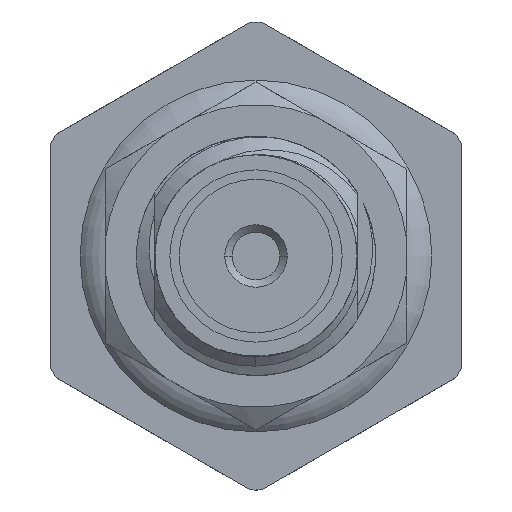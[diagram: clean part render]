
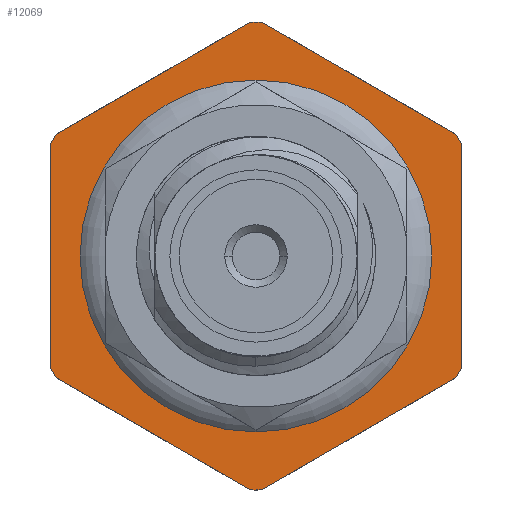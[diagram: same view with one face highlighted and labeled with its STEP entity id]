
A CAD part, left-side view. The second image highlights one B-rep face of the part: STEP entity #12069.
In plain terms, the highlighted planar face has unit normal (-1, 0, 0).
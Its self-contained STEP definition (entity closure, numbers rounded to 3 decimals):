
#2452=CARTESIAN_POINT('',(2.15,0.,0.));
#2453=DIRECTION('',(-1.,0.,0.));
#2454=DIRECTION('',(0.,-0.024,1.));
#2455=AXIS2_PLACEMENT_3D('',#2452,#2453,#2454);
#2474=CARTESIAN_POINT('',(2.15,0.,0.));
#2475=DIRECTION('',(-1.,0.,0.));
#2476=DIRECTION('',(0.,0.024,-1.));
#2477=AXIS2_PLACEMENT_3D('',#2474,#2475,#2476);
#2492=DIRECTION('',(0.,0.866,-0.5));
#2493=VECTOR('',#2492,5.988);
#2494=CARTESIAN_POINT('',(2.15,0.15,6.248));
#2495=LINE('',#2494,#2493);
#2496=DIRECTION('',(0.,0.866,0.5));
#2497=VECTOR('',#2496,5.988);
#2498=CARTESIAN_POINT('',(2.15,-5.336,3.254));
#2499=LINE('',#2498,#2497);
#2500=CARTESIAN_POINT('',(2.15,0.,0.));
#2501=DIRECTION('',(-1.,0.,0.));
#2502=DIRECTION('',(0.,-0.878,0.479));
#2503=AXIS2_PLACEMENT_3D('',#2500,#2501,#2502);
#2505=DIRECTION('',(0.,0.,1.));
#2506=VECTOR('',#2505,5.988);
#2507=CARTESIAN_POINT('',(2.15,-5.486,-2.994));
#2508=LINE('',#2507,#2506);
#2509=CARTESIAN_POINT('',(2.15,0.,0.));
#2510=DIRECTION('',(-1.,0.,0.));
#2511=DIRECTION('',(0.,-0.854,-0.521));
#2512=AXIS2_PLACEMENT_3D('',#2509,#2510,#2511);
#2514=DIRECTION('',(0.,-0.866,0.5));
#2515=VECTOR('',#2514,5.988);
#2516=CARTESIAN_POINT('',(2.15,-0.15,-6.248));
#2517=LINE('',#2516,#2515);
#2518=DIRECTION('',(0.,-0.866,-0.5));
#2519=VECTOR('',#2518,5.988);
#2520=CARTESIAN_POINT('',(2.15,5.336,-3.254));
#2521=LINE('',#2520,#2519);
#2522=CARTESIAN_POINT('',(2.15,0.,0.));
#2523=DIRECTION('',(1.,0.,0.));
#2524=DIRECTION('',(0.,0.854,-0.521));
#2525=AXIS2_PLACEMENT_3D('',#2522,#2523,#2524);
#2527=DIRECTION('',(0.,0.,-1.));
#2528=VECTOR('',#2527,5.988);
#2529=CARTESIAN_POINT('',(2.15,5.486,2.994));
#2530=LINE('',#2529,#2528);
#2531=CARTESIAN_POINT('',(2.15,0.,0.));
#2532=DIRECTION('',(1.,0.,0.));
#2533=DIRECTION('',(0.,0.878,0.479));
#2534=AXIS2_PLACEMENT_3D('',#2531,#2532,#2533);
#2536=CARTESIAN_POINT('',(2.15,0.,0.));
#2537=DIRECTION('',(-1.,0.,0.));
#2538=DIRECTION('',(0.,0.,-1.));
#2539=AXIS2_PLACEMENT_3D('',#2536,#2537,#2538);
#2541=CARTESIAN_POINT('',(2.15,0.,0.));
#2542=DIRECTION('',(-1.,0.,0.));
#2543=DIRECTION('',(0.,0.,1.));
#2544=AXIS2_PLACEMENT_3D('',#2541,#2542,#2543);
#8070=CARTESIAN_POINT('',(2.15,5.336,3.254));
#8071=VERTEX_POINT('',#8070);
#8072=CARTESIAN_POINT('',(2.15,0.15,6.248));
#8074=VERTEX_POINT('',#8072);
#8076=CARTESIAN_POINT('',(2.15,5.486,-2.994));
#8077=VERTEX_POINT('',#8076);
#8078=CARTESIAN_POINT('',(2.15,5.486,2.994));
#8080=VERTEX_POINT('',#8078);
#8082=CARTESIAN_POINT('',(2.15,0.15,-6.248));
#8083=VERTEX_POINT('',#8082);
#8084=CARTESIAN_POINT('',(2.15,5.336,-3.254));
#8086=VERTEX_POINT('',#8084);
#8094=CARTESIAN_POINT('',(2.15,-5.336,-3.254));
#8095=VERTEX_POINT('',#8094);
#8096=CARTESIAN_POINT('',(2.15,-0.15,-6.248));
#8098=VERTEX_POINT('',#8096);
#8100=CARTESIAN_POINT('',(2.15,-5.486,2.994));
#8101=VERTEX_POINT('',#8100);
#8102=CARTESIAN_POINT('',(2.15,-5.486,-2.994));
#8104=VERTEX_POINT('',#8102);
#8106=CARTESIAN_POINT('',(2.15,-0.15,6.248));
#8107=VERTEX_POINT('',#8106);
#8108=CARTESIAN_POINT('',(2.15,-5.336,3.254));
#8110=VERTEX_POINT('',#8108);
#9150=CARTESIAN_POINT('',(2.15,0.,-4.7));
#9151=CARTESIAN_POINT('',(2.15,0.,4.7));
#9152=VERTEX_POINT('',#9150);
#9153=VERTEX_POINT('',#9151);
#12040=CARTESIAN_POINT('',(2.15,0.,0.));
#12041=DIRECTION('',(1.,0.,0.));
#12042=DIRECTION('',(0.,0.,1.));
#12043=AXIS2_PLACEMENT_3D('',#12040,#12041,#12042);
#12044=PLANE('',#12043);
#12045=ORIENTED_EDGE('',*,*,#11842,.F.);
#12046=ORIENTED_EDGE('',*,*,#12004,.F.);
#12048=ORIENTED_EDGE('',*,*,#12047,.F.);
#12049=ORIENTED_EDGE('',*,*,#11960,.F.);
#12050=ORIENTED_EDGE('',*,*,#11947,.F.);
#12051=ORIENTED_EDGE('',*,*,#11975,.F.);
#12053=ORIENTED_EDGE('',*,*,#12052,.F.);
#12054=ORIENTED_EDGE('',*,*,#12030,.F.);
#12056=ORIENTED_EDGE('',*,*,#12055,.F.);
#12057=ORIENTED_EDGE('',*,*,#12017,.T.);
#12059=ORIENTED_EDGE('',*,*,#12058,.F.);
#12060=ORIENTED_EDGE('',*,*,#11988,.T.);
#12061=EDGE_LOOP('',(#12045,#12046,#12048,#12049,#12050,#12051,#12053,#12054,
#12056,#12057,#12059,#12060));
#12062=FACE_OUTER_BOUND('',#12061,.F.);
#12064=ORIENTED_EDGE('',*,*,#12063,.T.);
#12066=ORIENTED_EDGE('',*,*,#12065,.T.);
#12067=EDGE_LOOP('',(#12064,#12066));
#12068=FACE_BOUND('',#12067,.F.);
#2456=CIRCLE('',#2455,6.25);
#2478=CIRCLE('',#2477,6.25);
#2504=CIRCLE('',#2503,6.25);
#2513=CIRCLE('',#2512,6.25);
#2526=CIRCLE('',#2525,6.25);
#2535=CIRCLE('',#2534,6.25);
#2540=CIRCLE('',#2539,4.7);
#2545=CIRCLE('',#2544,4.7);
#11842=EDGE_CURVE('',#8074,#8071,#2495,.T.);
#11947=EDGE_CURVE('',#8104,#8101,#2508,.T.);
#11960=EDGE_CURVE('',#8101,#8110,#2504,.T.);
#11975=EDGE_CURVE('',#8095,#8104,#2513,.T.);
#11988=EDGE_CURVE('',#8080,#8071,#2535,.T.);
#12004=EDGE_CURVE('',#8107,#8074,#2456,.T.);
#12017=EDGE_CURVE('',#8086,#8077,#2526,.T.);
#12030=EDGE_CURVE('',#8083,#8098,#2478,.T.);
#12047=EDGE_CURVE('',#8110,#8107,#2499,.T.);
#12052=EDGE_CURVE('',#8098,#8095,#2517,.T.);
#12055=EDGE_CURVE('',#8086,#8083,#2521,.T.);
#12058=EDGE_CURVE('',#8080,#8077,#2530,.T.);
#12063=EDGE_CURVE('',#9152,#9153,#2540,.T.);
#12065=EDGE_CURVE('',#9153,#9152,#2545,.T.);
#12069=ADVANCED_FACE('',(#12062,#12068),#12044,.F.);
